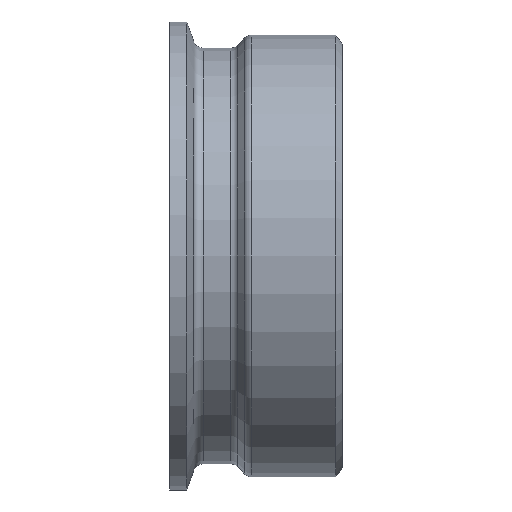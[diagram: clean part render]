
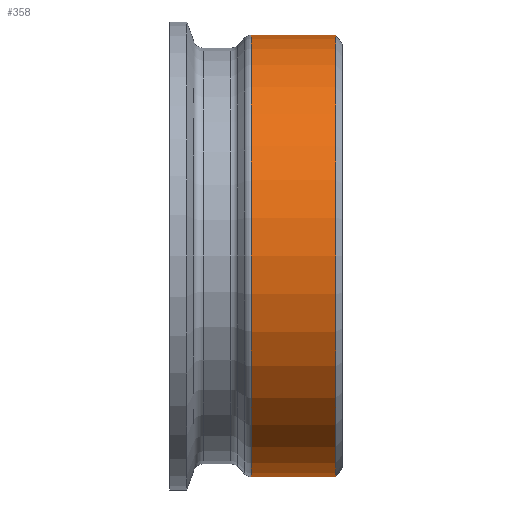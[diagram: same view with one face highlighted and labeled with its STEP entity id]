
A CAD part, front view. The second image highlights one B-rep face of the part: STEP entity #358.
In plain terms, the highlighted cylindrical face has radius 36.513 mm (diameter 73.025 mm), a full revolution.
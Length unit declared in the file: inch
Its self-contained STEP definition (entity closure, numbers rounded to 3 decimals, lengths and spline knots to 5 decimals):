
#30=LINE('',#652,#40);
#40=VECTOR('',#515,1.4375);
#48=CYLINDRICAL_SURFACE('',#418,1.4375);
#56=FACE_OUTER_BOUND('',#78,.T.);
#78=EDGE_LOOP('',(#264,#265,#266,#267,#268));
#107=CIRCLE('',#410,1.4375);
#108=CIRCLE('',#411,1.4375);
#114=CIRCLE('',#419,1.4375);
#151=VERTEX_POINT('',#634);
#152=VERTEX_POINT('',#635);
#157=VERTEX_POINT('',#650);
#190=EDGE_CURVE('',#151,#152,#107,.T.);
#191=EDGE_CURVE('',#152,#151,#108,.T.);
#198=EDGE_CURVE('',#157,#157,#114,.T.);
#199=EDGE_CURVE('',#157,#152,#30,.T.);
#264=ORIENTED_EDGE('',*,*,#198,.F.);
#265=ORIENTED_EDGE('',*,*,#199,.T.);
#266=ORIENTED_EDGE('',*,*,#190,.F.);
#267=ORIENTED_EDGE('',*,*,#191,.F.);
#268=ORIENTED_EDGE('',*,*,#199,.F.);
#358=ADVANCED_FACE('',(#56),#48,.T.);
#410=AXIS2_PLACEMENT_3D('',#636,#494,#495);
#411=AXIS2_PLACEMENT_3D('',#637,#496,#497);
#418=AXIS2_PLACEMENT_3D('',#649,#511,#512);
#419=AXIS2_PLACEMENT_3D('',#651,#513,#514);
#494=DIRECTION('center_axis',(-1.,0.,0.));
#495=DIRECTION('ref_axis',(0.,-1.,0.));
#496=DIRECTION('center_axis',(-1.,0.,0.));
#497=DIRECTION('ref_axis',(0.,-1.,0.));
#511=DIRECTION('center_axis',(1.,0.,0.));
#512=DIRECTION('ref_axis',(0.,1.,0.));
#513=DIRECTION('center_axis',(1.,0.,0.));
#514=DIRECTION('ref_axis',(0.,1.,0.));
#515=DIRECTION('',(-1.,0.,0.));
#634=CARTESIAN_POINT('',(0.53285,0.,1.4375));
#635=CARTESIAN_POINT('',(0.53285,-1.4375,0.));
#636=CARTESIAN_POINT('Origin',(0.53285,0.,0.));
#637=CARTESIAN_POINT('Origin',(0.53285,0.,0.));
#649=CARTESIAN_POINT('Origin',(0.79444,0.,0.));
#650=CARTESIAN_POINT('',(1.08088,-1.4375,0.));
#651=CARTESIAN_POINT('Origin',(1.08088,0.,0.));
#652=CARTESIAN_POINT('',(0.79444,-1.4375,0.));
